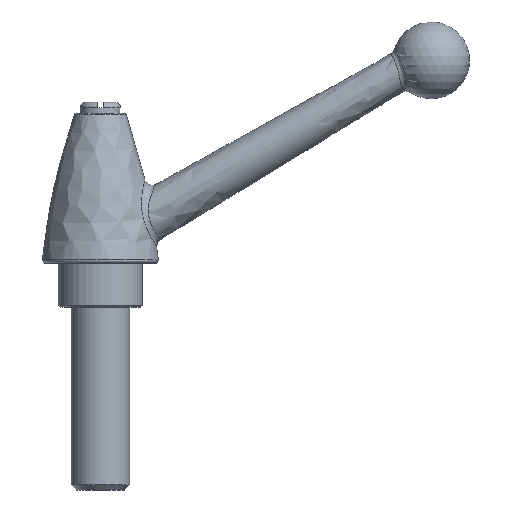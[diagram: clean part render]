
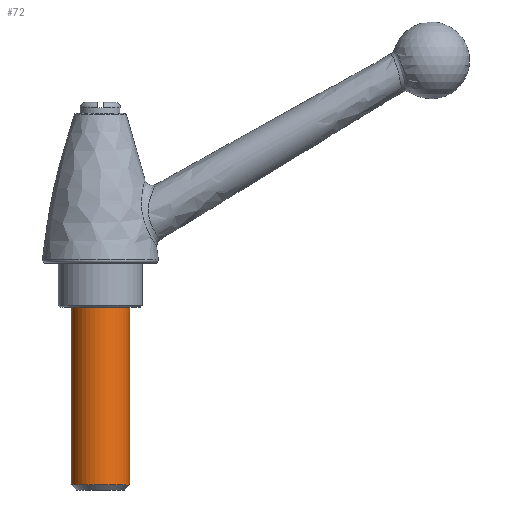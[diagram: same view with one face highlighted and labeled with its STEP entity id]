
A CAD part, front view. The second image highlights one B-rep face of the part: STEP entity #72.
In plain terms, the highlighted cylindrical face has radius 8 mm (diameter 16 mm), a full revolution.
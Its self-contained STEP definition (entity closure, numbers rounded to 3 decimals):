
#72 = ADVANCED_FACE( '', ( #158, #159 ), #160, .T. );
#158 = FACE_OUTER_BOUND( '', #1448, .T. );
#159 = FACE_OUTER_BOUND( '', #1449, .T. );
#160 = CYLINDRICAL_SURFACE( '', #1450, 8. );
#1448 = EDGE_LOOP( '', ( #5311 ) );
#1449 = EDGE_LOOP( '', ( #5312 ) );
#1450 = AXIS2_PLACEMENT_3D( '', #5313, #5314, #5315 );
#5311 = ORIENTED_EDGE( '', *, *, #5412, .T. );
#5312 = ORIENTED_EDGE( '', *, *, #5407, .T. );
#5313 = CARTESIAN_POINT( '', ( 0., 0., -62. ) );
#5314 = DIRECTION( '', ( 0., 0., -1. ) );
#5315 = DIRECTION( '', ( 0., -1., 0. ) );
#5407 = EDGE_CURVE( '', #5469, #5469, #5470, .F. );
#5412 = EDGE_CURVE( '', #5477, #5477, #5478, .F. );
#5469 = VERTEX_POINT( '', #6420 );
#5470 = CIRCLE( '', #6421, 8. );
#5477 = VERTEX_POINT( '', #6428 );
#5478 = CIRCLE( '', #6429, 8. );
#6420 = CARTESIAN_POINT( '', ( 0., -8., -12. ) );
#6421 = AXIS2_PLACEMENT_3D( '', #7813, #7814, #7815 );
#6428 = CARTESIAN_POINT( '', ( 0., 8., -60.5 ) );
#6429 = AXIS2_PLACEMENT_3D( '', #7822, #7823, #7824 );
#7813 = CARTESIAN_POINT( '', ( 0., 0., -12. ) );
#7814 = DIRECTION( '', ( 0., 0., 1. ) );
#7815 = DIRECTION( '', ( 0., -1., 0. ) );
#7822 = CARTESIAN_POINT( '', ( 0., 0., -60.5 ) );
#7823 = DIRECTION( '', ( 0., 0., -1. ) );
#7824 = DIRECTION( '', ( 0., 1., 0. ) );
